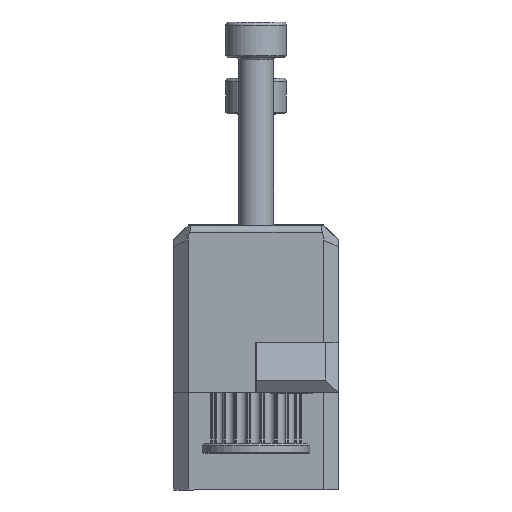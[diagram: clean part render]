
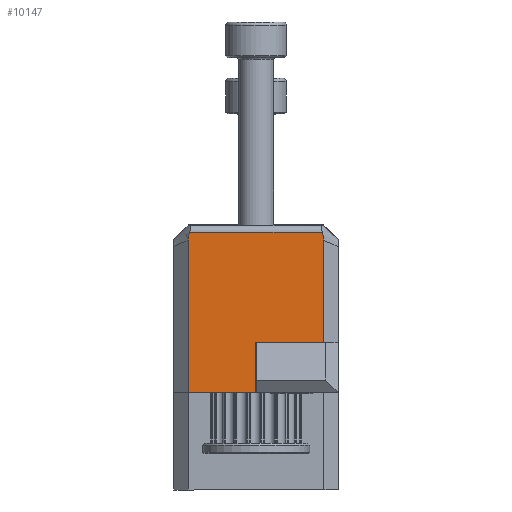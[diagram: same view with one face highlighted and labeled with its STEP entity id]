
A CAD part, left-side view. The second image highlights one B-rep face of the part: STEP entity #10147.
In plain terms, the highlighted planar face has unit normal (-1, 0, 0).
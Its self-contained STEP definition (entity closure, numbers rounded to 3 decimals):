
#265=B_SPLINE_CURVE_WITH_KNOTS('',3,(#16093,#16094,#16095,#16096,#16097,
#16098,#16099,#16100,#16101,#16102,#16103,#16104,#16105,#16106,#16107,#16108,
#16109,#16110,#16111),.UNSPECIFIED.,.F.,.F.,(4,3,3,3,3,3,4),(0.054,
0.058,0.092,0.118,0.14,
0.161,0.163),.UNSPECIFIED.);
#272=B_SPLINE_CURVE_WITH_KNOTS('',3,(#16226,#16227,#16228,#16229,#16230,
#16231,#16232,#16233,#16234,#16235,#16236,#16237,#16238,#16239,#16240,#16241,
#16242,#16243,#16244),.UNSPECIFIED.,.F.,.F.,(4,3,3,3,3,3,4),(0.,0.019,
0.039,0.062,0.071,0.103,
0.11),.UNSPECIFIED.);
#390=PLANE('',#10935);
#927=FACE_OUTER_BOUND('',#1548,.T.);
#1548=EDGE_LOOP('',(#7186,#7187,#7188,#7189,#7190,#7191,#7192,#7193,#7194));
#2172=LINE('',#15500,#2912);
#2197=LINE('',#15625,#2937);
#2222=LINE('',#15751,#2962);
#2264=LINE('',#16194,#3004);
#2266=LINE('',#16246,#3006);
#2267=LINE('',#16247,#3007);
#2268=LINE('',#16248,#3008);
#2912=VECTOR('',#12106,10.);
#2937=VECTOR('',#12223,10.);
#2962=VECTOR('',#12348,10.);
#3004=VECTOR('',#12440,10.);
#3006=VECTOR('',#12446,24.05);
#3007=VECTOR('',#12447,10.);
#3008=VECTOR('',#12448,24.05);
#4289=VERTEX_POINT('',#15490);
#4293=VERTEX_POINT('',#15498);
#4347=VERTEX_POINT('',#15624);
#4395=VERTEX_POINT('',#15743);
#4398=VERTEX_POINT('',#15749);
#4438=VERTEX_POINT('',#16091);
#4439=VERTEX_POINT('',#16092);
#4442=VERTEX_POINT('',#16181);
#4443=VERTEX_POINT('',#16221);
#5311=EDGE_CURVE('',#4289,#4293,#2172,.T.);
#5374=EDGE_CURVE('',#4289,#4347,#2197,.F.);
#5438=EDGE_CURVE('',#4398,#4395,#2222,.F.);
#5498=EDGE_CURVE('',#4438,#4439,#265,.T.);
#5504=EDGE_CURVE('',#4442,#4438,#2264,.T.);
#5507=EDGE_CURVE('',#4443,#4442,#272,.T.);
#5508=EDGE_CURVE('',#4347,#4443,#2266,.T.);
#5509=EDGE_CURVE('',#4293,#4395,#2267,.F.);
#5510=EDGE_CURVE('',#4439,#4398,#2268,.T.);
#7186=ORIENTED_EDGE('',*,*,#5498,.F.);
#7187=ORIENTED_EDGE('',*,*,#5504,.F.);
#7188=ORIENTED_EDGE('',*,*,#5507,.F.);
#7189=ORIENTED_EDGE('',*,*,#5508,.F.);
#7190=ORIENTED_EDGE('',*,*,#5374,.F.);
#7191=ORIENTED_EDGE('',*,*,#5311,.T.);
#7192=ORIENTED_EDGE('',*,*,#5509,.T.);
#7193=ORIENTED_EDGE('',*,*,#5438,.F.);
#7194=ORIENTED_EDGE('',*,*,#5510,.F.);
#10147=ADVANCED_FACE('',(#927),#390,.F.);
#10935=AXIS2_PLACEMENT_3D('',#16245,#12444,#12445);
#12106=DIRECTION('',(0.,0.,1.));
#12223=DIRECTION('',(0.,-1.,0.));
#12348=DIRECTION('',(0.,-1.,0.));
#12440=DIRECTION('',(0.,-1.,0.));
#12444=DIRECTION('center_axis',(1.,0.,0.));
#12445=DIRECTION('ref_axis',(0.,-1.,0.));
#12446=DIRECTION('',(0.,0.,1.));
#12447=DIRECTION('',(0.,1.,0.));
#12448=DIRECTION('',(0.,0.,-1.));
#15490=CARTESIAN_POINT('',(-66.785,-26.188,3.351));
#15498=CARTESIAN_POINT('',(-66.785,-26.188,10.383));
#15500=CARTESIAN_POINT('',(-66.785,-26.188,10.401));
#15624=CARTESIAN_POINT('',(-66.785,-16.688,3.351));
#15625=CARTESIAN_POINT('',(-66.785,-25.438,3.351));
#15743=CARTESIAN_POINT('',(-66.785,-28.204,10.383));
#15749=CARTESIAN_POINT('',(-66.785,-35.688,10.383));
#15751=CARTESIAN_POINT('',(-66.785,-25.438,10.383));
#16091=CARTESIAN_POINT('',(-66.785,-35.476,25.732));
#16092=CARTESIAN_POINT('',(-66.785,-35.688,24.661));
#16093=CARTESIAN_POINT('Ctrl Pts',(-66.785,-35.476,
25.731));
#16094=CARTESIAN_POINT('Ctrl Pts',(-66.785,-35.481,
25.719));
#16095=CARTESIAN_POINT('Ctrl Pts',(-66.785,-35.485,
25.707));
#16096=CARTESIAN_POINT('Ctrl Pts',(-66.785,-35.49,
25.694));
#16097=CARTESIAN_POINT('Ctrl Pts',(-66.785,-35.528,
25.586));
#16098=CARTESIAN_POINT('Ctrl Pts',(-66.785,-35.563,
25.476));
#16099=CARTESIAN_POINT('Ctrl Pts',(-66.785,-35.592,
25.365));
#16100=CARTESIAN_POINT('Ctrl Pts',(-66.785,-35.613,25.282));
#16101=CARTESIAN_POINT('Ctrl Pts',(-66.785,-35.632,
25.198));
#16102=CARTESIAN_POINT('Ctrl Pts',(-66.785,-35.647,
25.114));
#16103=CARTESIAN_POINT('Ctrl Pts',(-66.785,-35.66,
25.039));
#16104=CARTESIAN_POINT('Ctrl Pts',(-66.785,-35.67,
24.964));
#16105=CARTESIAN_POINT('Ctrl Pts',(-66.785,-35.677,
24.888));
#16106=CARTESIAN_POINT('Ctrl Pts',(-66.785,-35.683,
24.821));
#16107=CARTESIAN_POINT('Ctrl Pts',(-66.785,-35.687,
24.754));
#16108=CARTESIAN_POINT('Ctrl Pts',(-66.785,-35.688,
24.687));
#16109=CARTESIAN_POINT('Ctrl Pts',(-66.785,-35.688,
24.678));
#16110=CARTESIAN_POINT('Ctrl Pts',(-66.785,-35.688,
24.669));
#16111=CARTESIAN_POINT('Ctrl Pts',(-66.785,-35.688,
24.661));
#16181=CARTESIAN_POINT('',(-66.785,-16.9,25.732));
#16194=CARTESIAN_POINT('',(-66.785,-24.688,25.732));
#16221=CARTESIAN_POINT('',(-66.785,-16.688,24.661));
#16226=CARTESIAN_POINT('Ctrl Pts',(-66.785,-16.688,
24.661));
#16227=CARTESIAN_POINT('Ctrl Pts',(-66.785,-16.688,
24.724));
#16228=CARTESIAN_POINT('Ctrl Pts',(-66.785,-16.691,
24.787));
#16229=CARTESIAN_POINT('Ctrl Pts',(-66.784,-16.696,
24.849));
#16230=CARTESIAN_POINT('Ctrl Pts',(-66.784,-16.701,
24.916));
#16231=CARTESIAN_POINT('Ctrl Pts',(-66.784,-16.709,24.983));
#16232=CARTESIAN_POINT('Ctrl Pts',(-66.784,-16.719,25.05));
#16233=CARTESIAN_POINT('Ctrl Pts',(-66.783,-16.731,25.125));
#16234=CARTESIAN_POINT('Ctrl Pts',(-66.783,-16.745,
25.199));
#16235=CARTESIAN_POINT('Ctrl Pts',(-66.783,-16.762,
25.272));
#16236=CARTESIAN_POINT('Ctrl Pts',(-66.783,-16.769,
25.303));
#16237=CARTESIAN_POINT('Ctrl Pts',(-66.783,-16.776,
25.333));
#16238=CARTESIAN_POINT('Ctrl Pts',(-66.783,-16.784,
25.363));
#16239=CARTESIAN_POINT('Ctrl Pts',(-66.783,-16.811,
25.465));
#16240=CARTESIAN_POINT('Ctrl Pts',(-66.783,-16.842,
25.566));
#16241=CARTESIAN_POINT('Ctrl Pts',(-66.783,-16.876,
25.666));
#16242=CARTESIAN_POINT('Ctrl Pts',(-66.783,-16.884,
25.688));
#16243=CARTESIAN_POINT('Ctrl Pts',(-66.783,-16.892,25.71));
#16244=CARTESIAN_POINT('Ctrl Pts',(-66.783,-16.9,25.732));
#16245=CARTESIAN_POINT('Origin',(-66.785,-24.688,5.759));
#16246=CARTESIAN_POINT('',(-66.785,-16.688,5.759));
#16247=CARTESIAN_POINT('',(-66.785,-26.446,10.383));
#16248=CARTESIAN_POINT('',(-66.785,-35.688,5.759));
